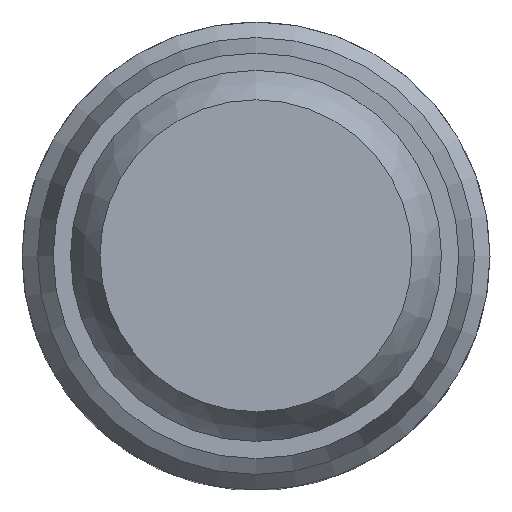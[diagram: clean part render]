
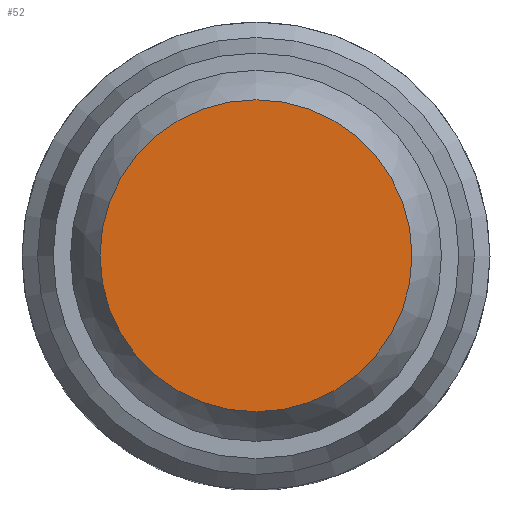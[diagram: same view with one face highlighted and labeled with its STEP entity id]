
A CAD part, top view. The second image highlights one B-rep face of the part: STEP entity #52.
In plain terms, the highlighted planar face has unit normal (0, 0, 1).
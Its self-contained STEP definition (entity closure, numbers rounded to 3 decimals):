
#52 = ADVANCED_FACE( '', ( #108 ), #109, .T. );
#108 = FACE_OUTER_BOUND( '', #165, .T. );
#109 = PLANE( '', #166 );
#165 = EDGE_LOOP( '', ( #243 ) );
#166 = AXIS2_PLACEMENT_3D( '', #244, #245, #246 );
#243 = ORIENTED_EDGE( '', *, *, #304, .T. );
#244 = CARTESIAN_POINT( '', ( 0., 0., 27.001 ) );
#245 = DIRECTION( '', ( 0., 0., 1. ) );
#246 = DIRECTION( '', ( 1., 0., 0. ) );
#304 = EDGE_CURVE( '', #351, #351, #352, .T. );
#351 = VERTEX_POINT( '', #409 );
#352 = CIRCLE( '', #410, 10. );
#409 = CARTESIAN_POINT( '', ( 10., 0., 27.001 ) );
#410 = AXIS2_PLACEMENT_3D( '', #451, #452, #453 );
#451 = CARTESIAN_POINT( '', ( 0., 0., 27.001 ) );
#452 = DIRECTION( '', ( 0., 0., 1. ) );
#453 = DIRECTION( '', ( 1., 0., 0. ) );
